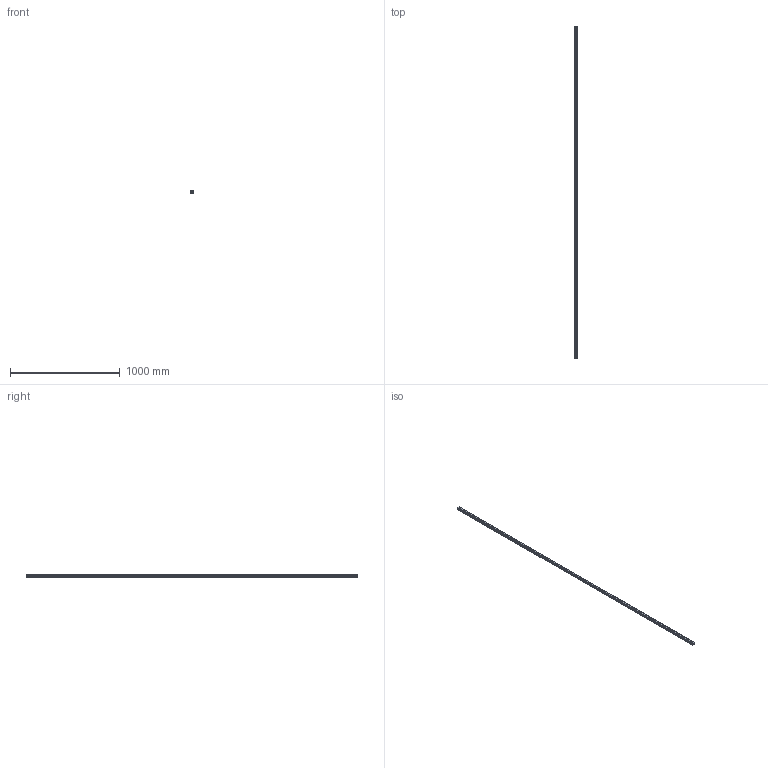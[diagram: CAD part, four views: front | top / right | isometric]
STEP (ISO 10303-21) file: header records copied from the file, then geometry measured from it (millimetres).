
FILE_DESCRIPTION(('STEP AP214'),'1');
FILE_NAME('cctmp_54A4C552-D9D1-45E0-A026-57CB51441EA4_2020_6_3_9_22_35_683..stp','2020-06-03T07:22:36',('HIWIN GmbH'),('CADClick - www.CADClick.com'),'Spatial InterOp 3D',' ','unknown authorization');
FILE_SCHEMA(('AUTOMOTIVE_DESIGN'));
Length unit declared in the file: millimetre
Products named in the file (1): HGR25R3030H_FILE
Bounding box: 23 x 3030 x 22 mm (x, y, z)
Volume: 1259051.2 mm3; surface area: 311571 mm2
Topology: 1 solids, 1 shells, 723 faces, 1845 edges, 1230 vertices
Faces by surface type: plane 395, cylinder 328
Entity records: 28251 total; most frequent: DIRECTION 4357, CARTESIAN_POINT 3799, ORIENTED_EDGE 3690, EDGE_CURVE 1845, AXIS2_PLACEMENT_3D 1788, VERTEX_POINT 1230, CIRCLE 860, EDGE_LOOP 829
